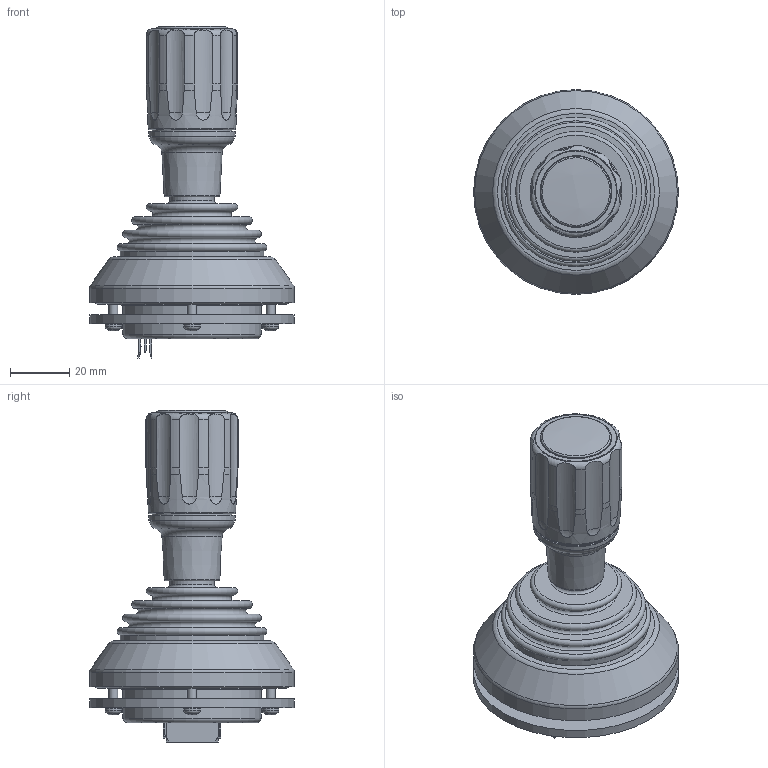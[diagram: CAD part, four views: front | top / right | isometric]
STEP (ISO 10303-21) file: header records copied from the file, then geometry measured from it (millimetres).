
FILE_DESCRIPTION(/* description */ (''),/* implementation_level */ '2;1');
FILE_NAME(/* name */ '60-01106.stp',/* time_stamp */ '2015-10-27T08:56:47+01:00',/* author */ ('mk'),/* organization */ (''),/* preprocessor_version */ 'ST-DEVELOPER v15.2',/* originating_system */ 'Autodesk Inventor 2014',/* authorisation */ '');
FILE_SCHEMA (('AUTOMOTIVE_DESIGN { 1 0 10303 214 3 1 1 }'));
Length unit declared in the file: centimetre
Products named in the file (1): 60-0688
Bounding box: 69 x 69 x 111.83 mm (x, y, z)
Volume: 132147.5 mm3; surface area: 31400.9 mm2
Topology: 1 solids, 1 shells, 618 faces, 1572 edges, 1029 vertices
Faces by surface type: plane 306, cylinder 218, torus 33, cone 28, bspline 22, sphere 11
Full cylindrical faces by diameter (mm): 0.5 x16, 0.6 x8, 2.5 x2, 2.7 x2, 3 x4, 3.2 x4, 3.5 x4, 4 x2, 4.7 x2, 5 x4, 5.6 x4, 15 x1, 15.5 x1, 23.5 x1, 23.7 x1, 24 x1, 26.8 x1, 27 x1, 27.5 x1, 29 x1, 42 x1, 45 x1, 46.7 x1, 47.5 x1, 48 x1, 48.5 x1, 49 x1, 60 x1, 66.7 x1, 69 x2
Entity records: 19966 total; most frequent: CARTESIAN_POINT 5849, ORIENTED_EDGE 2854, DIRECTION 2702, EDGE_CURVE 1427, VERTEX_POINT 1005, AXIS2_PLACEMENT_3D 970, EDGE_LOOP 870, LINE 762
